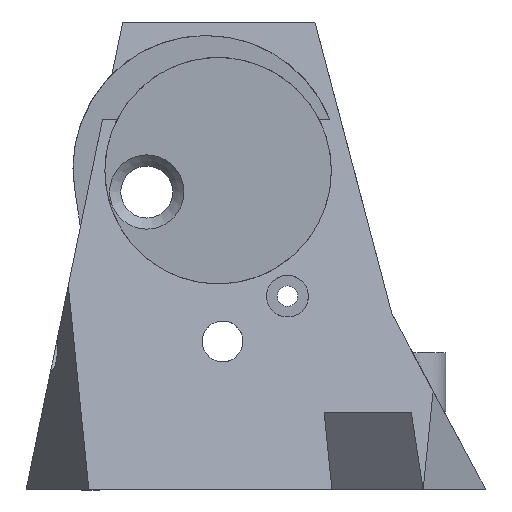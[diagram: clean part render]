
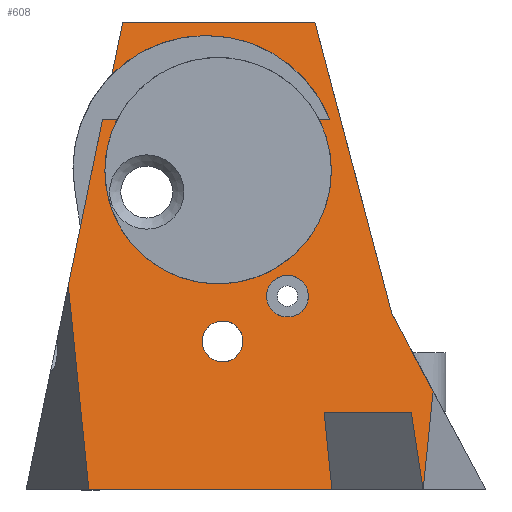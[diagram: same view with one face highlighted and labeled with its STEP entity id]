
A CAD part, front view. The second image highlights one B-rep face of the part: STEP entity #608.
In plain terms, the highlighted planar face has unit normal (0, -0.985, 0.172).
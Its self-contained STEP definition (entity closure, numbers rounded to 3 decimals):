
#90 = VERTEX_POINT('',#91);
#91 = CARTESIAN_POINT('',(10.219,-22.7,0.));
#97 = EDGE_CURVE('',#90,#98,#100,.T.);
#98 = VERTEX_POINT('',#99);
#99 = CARTESIAN_POINT('',(-22.5,-22.7,0.));
#100 = LINE('',#101,#102);
#101 = CARTESIAN_POINT('',(22.5,-22.7,0.));
#102 = VECTOR('',#103,1.);
#103 = DIRECTION('',(-1.,0.,0.));
#591 = VERTEX_POINT('',#592);
#592 = CARTESIAN_POINT('',(-25.27,-17.903,
    27.476));
#598 = EDGE_CURVE('',#98,#591,#599,.T.);
#599 = LINE('',#600,#601);
#600 = CARTESIAN_POINT('',(-22.555,-22.605,
    0.545));
#601 = VECTOR('',#602,1.);
#602 = DIRECTION('',(-0.099,0.171,0.98)
  );
#608 = ADVANCED_FACE('',(#609,#744,#755),#766,.T.);
#609 = FACE_BOUND('',#610,.T.);
#610 = EDGE_LOOP('',(#611,#612,#620,#628,#636,#644,#652,#660,#668,#676,
    #685,#694,#702,#711,#720,#729,#737,#743));
#611 = ORIENTED_EDGE('',*,*,#97,.F.);
#612 = ORIENTED_EDGE('',*,*,#613,.T.);
#613 = EDGE_CURVE('',#90,#614,#616,.T.);
#614 = VERTEX_POINT('',#615);
#615 = CARTESIAN_POINT('',(9.168,-20.879,10.428
    ));
#616 = LINE('',#617,#618);
#617 = CARTESIAN_POINT('',(9.97,-22.268,2.475)
  );
#618 = VECTOR('',#619,1.);
#619 = DIRECTION('',(-0.099,0.171,0.98)
  );
#620 = ORIENTED_EDGE('',*,*,#621,.F.);
#621 = EDGE_CURVE('',#622,#614,#624,.T.);
#622 = VERTEX_POINT('',#623);
#623 = CARTESIAN_POINT('',(20.906,-20.879,
    10.428));
#624 = LINE('',#625,#626);
#625 = CARTESIAN_POINT('',(-2.25,-20.879,10.428));
#626 = VECTOR('',#627,1.);
#627 = DIRECTION('',(-1.,0.,0.));
#628 = ORIENTED_EDGE('',*,*,#629,.T.);
#629 = EDGE_CURVE('',#622,#630,#632,.T.);
#630 = VERTEX_POINT('',#631);
#631 = CARTESIAN_POINT('',(22.5,-22.7,0.));
#632 = LINE('',#633,#634);
#633 = CARTESIAN_POINT('',(22.25,-22.415,
    1.632));
#634 = VECTOR('',#635,1.);
#635 = DIRECTION('',(0.149,-0.17,-0.974));
#636 = ORIENTED_EDGE('',*,*,#637,.F.);
#637 = EDGE_CURVE('',#638,#630,#640,.T.);
#638 = VERTEX_POINT('',#639);
#639 = CARTESIAN_POINT('',(23.841,-20.378,
    13.301));
#640 = LINE('',#641,#642);
#641 = CARTESIAN_POINT('',(22.555,-22.605,
    0.545));
#642 = VECTOR('',#643,1.);
#643 = DIRECTION('',(-0.099,-0.171,-0.98
    ));
#644 = ORIENTED_EDGE('',*,*,#645,.F.);
#645 = EDGE_CURVE('',#646,#638,#648,.T.);
#646 = VERTEX_POINT('',#647);
#647 = CARTESIAN_POINT('',(18.285,-18.56,23.712));
#648 = LINE('',#649,#650);
#649 = CARTESIAN_POINT('',(26.786,-21.341,
    7.783));
#650 = VECTOR('',#651,1.);
#651 = DIRECTION('',(0.465,-0.152,-0.872));
#652 = ORIENTED_EDGE('',*,*,#653,.F.);
#653 = EDGE_CURVE('',#654,#646,#656,.T.);
#654 = VERTEX_POINT('',#655);
#655 = CARTESIAN_POINT('',(7.939,-11.7,63.));
#656 = LINE('',#657,#658);
#657 = CARTESIAN_POINT('',(20.246,-19.86,
    16.266));
#658 = VECTOR('',#659,1.);
#659 = DIRECTION('',(0.251,-0.166,-0.954));
#660 = ORIENTED_EDGE('',*,*,#661,.T.);
#661 = EDGE_CURVE('',#654,#662,#664,.T.);
#662 = VERTEX_POINT('',#663);
#663 = CARTESIAN_POINT('',(-17.939,-11.7,63.));
#664 = LINE('',#665,#666);
#665 = CARTESIAN_POINT('',(0.,-11.7,63.));
#666 = VECTOR('',#667,1.);
#667 = DIRECTION('',(-1.,0.,0.));
#668 = ORIENTED_EDGE('',*,*,#669,.F.);
#669 = EDGE_CURVE('',#670,#662,#672,.T.);
#670 = VERTEX_POINT('',#671);
#671 = CARTESIAN_POINT('',(-19.4,-12.936,
    55.922));
#672 = LINE('',#673,#674);
#673 = CARTESIAN_POINT('',(-29.944,-21.858,
    4.822));
#674 = VECTOR('',#675,1.);
#675 = DIRECTION('',(0.199,0.169,0.965));
#676 = ORIENTED_EDGE('',*,*,#677,.T.);
#677 = EDGE_CURVE('',#670,#678,#680,.T.);
#678 = VERTEX_POINT('',#679);
#679 = CARTESIAN_POINT('',(0.,-12.246,
    59.872));
#680 = ELLIPSE('',#681,18.186,17.915);
#681 = AXIS2_PLACEMENT_3D('',#682,#683,#684);
#682 = CARTESIAN_POINT('',(-6.721,-15.146,43.265));
#683 = DIRECTION('',(0.,0.985,-0.172));
#684 = DIRECTION('',(0.,0.172,0.985));
#685 = ORIENTED_EDGE('',*,*,#686,.T.);
#686 = EDGE_CURVE('',#678,#687,#689,.T.);
#687 = VERTEX_POINT('',#688);
#688 = CARTESIAN_POINT('',(9.949,-14.,49.827));
#689 = ELLIPSE('',#690,18.186,17.915);
#690 = AXIS2_PLACEMENT_3D('',#691,#692,#693);
#691 = CARTESIAN_POINT('',(-6.721,-15.146,43.265));
#692 = DIRECTION('',(0.,0.985,-0.172)
  );
#693 = DIRECTION('',(0.,0.172,0.985));
#694 = ORIENTED_EDGE('',*,*,#695,.T.);
#695 = EDGE_CURVE('',#687,#696,#698,.T.);
#696 = VERTEX_POINT('',#697);
#697 = CARTESIAN_POINT('',(8.537,-14.,49.827));
#698 = LINE('',#699,#700);
#699 = CARTESIAN_POINT('',(-5.139,-14.,49.827));
#700 = VECTOR('',#701,1.);
#701 = DIRECTION('',(-1.,0.,0.));
#702 = ORIENTED_EDGE('',*,*,#703,.T.);
#703 = EDGE_CURVE('',#696,#704,#706,.T.);
#704 = VERTEX_POINT('',#705);
#705 = CARTESIAN_POINT('',(10.155,-15.194,42.991));
#706 = ELLIPSE('',#707,15.481,15.25);
#707 = AXIS2_PLACEMENT_3D('',#708,#709,#710);
#708 = CARTESIAN_POINT('',(-5.095,-15.194,42.991));
#709 = DIRECTION('',(0.,0.985,-0.172)
  );
#710 = DIRECTION('',(0.,0.172,0.985));
#711 = ORIENTED_EDGE('',*,*,#712,.T.);
#712 = EDGE_CURVE('',#704,#713,#715,.T.);
#713 = VERTEX_POINT('',#714);
#714 = CARTESIAN_POINT('',(0.,-17.703,
    28.618));
#715 = ELLIPSE('',#716,15.481,15.25);
#716 = AXIS2_PLACEMENT_3D('',#717,#718,#719);
#717 = CARTESIAN_POINT('',(-5.095,-15.194,42.991));
#718 = DIRECTION('',(0.,0.985,-0.172)
  );
#719 = DIRECTION('',(0.,0.172,0.985));
#720 = ORIENTED_EDGE('',*,*,#721,.T.);
#721 = EDGE_CURVE('',#713,#722,#724,.T.);
#722 = VERTEX_POINT('',#723);
#723 = CARTESIAN_POINT('',(-18.727,-14.,49.827));
#724 = ELLIPSE('',#725,15.481,15.25);
#725 = AXIS2_PLACEMENT_3D('',#726,#727,#728);
#726 = CARTESIAN_POINT('',(-5.095,-15.194,42.991));
#727 = DIRECTION('',(0.,0.985,-0.172));
#728 = DIRECTION('',(0.,0.172,0.985));
#729 = ORIENTED_EDGE('',*,*,#730,.F.);
#730 = EDGE_CURVE('',#731,#722,#733,.T.);
#731 = VERTEX_POINT('',#732);
#732 = CARTESIAN_POINT('',(-20.658,-14.,49.827));
#733 = LINE('',#734,#735);
#734 = CARTESIAN_POINT('',(-5.139,-14.,49.827));
#735 = VECTOR('',#736,1.);
#736 = DIRECTION('',(1.,0.,0.));
#737 = ORIENTED_EDGE('',*,*,#738,.F.);
#738 = EDGE_CURVE('',#591,#731,#739,.T.);
#739 = LINE('',#740,#741);
#740 = CARTESIAN_POINT('',(-29.944,-21.858,
    4.822));
#741 = VECTOR('',#742,1.);
#742 = DIRECTION('',(0.199,0.169,0.965));
#743 = ORIENTED_EDGE('',*,*,#598,.F.);
#744 = FACE_BOUND('',#745,.T.);
#745 = EDGE_LOOP('',(#746));
#746 = ORIENTED_EDGE('',*,*,#747,.T.);
#747 = EDGE_CURVE('',#748,#748,#750,.T.);
#748 = VERTEX_POINT('',#749);
#749 = CARTESIAN_POINT('',(7.038,-18.144,26.095));
#750 = ELLIPSE('',#751,2.842,2.8);
#751 = AXIS2_PLACEMENT_3D('',#752,#753,#754);
#752 = CARTESIAN_POINT('',(4.238,-18.144,26.095));
#753 = DIRECTION('',(0.,0.985,-0.172)
  );
#754 = DIRECTION('',(0.,0.172,0.985));
#755 = FACE_BOUND('',#756,.T.);
#756 = EDGE_LOOP('',(#757));
#757 = ORIENTED_EDGE('',*,*,#758,.T.);
#758 = EDGE_CURVE('',#759,#759,#761,.T.);
#759 = VERTEX_POINT('',#760);
#760 = CARTESIAN_POINT('',(-1.75,-19.208,20.));
#761 = ELLIPSE('',#762,2.792,2.75);
#762 = AXIS2_PLACEMENT_3D('',#763,#764,#765);
#763 = CARTESIAN_POINT('',(-4.5,-19.208,20.));
#764 = DIRECTION('',(0.,0.985,-0.172));
#765 = DIRECTION('',(0.,0.172,0.985));
#766 = PLANE('',#767);
#767 = AXIS2_PLACEMENT_3D('',#768,#769,#770);
#768 = CARTESIAN_POINT('',(-1.566,-17.113,
    32.));
#769 = DIRECTION('',(0.,-0.985,0.172)
  );
#770 = DIRECTION('',(0.,-0.172,-0.985));
